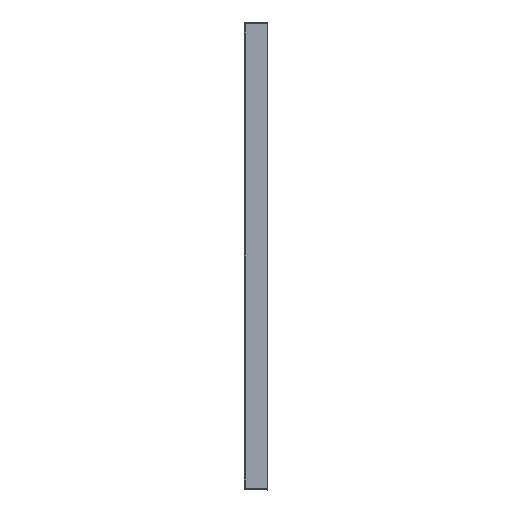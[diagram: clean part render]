
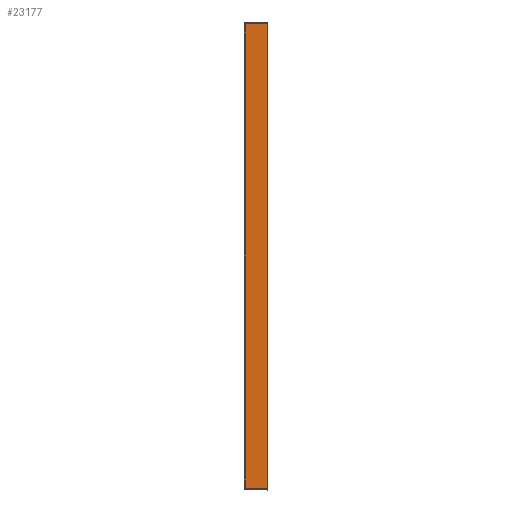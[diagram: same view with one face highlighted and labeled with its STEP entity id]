
A CAD part, left-side view. The second image highlights one B-rep face of the part: STEP entity #23177.
In plain terms, the highlighted planar face has unit normal (-0.999, 0.035, 0).
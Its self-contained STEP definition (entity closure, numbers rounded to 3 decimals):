
#382=CARTESIAN_POINT('',(-600.,-40.,435.501));
#1533=CARTESIAN_POINT('',(-598.671,-1.932,
434.172));
#1534=CARTESIAN_POINT('',(-598.671,-1.938,
422.374));
#1535=CARTESIAN_POINT('',(-598.671,-1.95,
398.741));
#1536=CARTESIAN_POINT('',(-598.672,-1.968,
363.184));
#1537=CARTESIAN_POINT('',(-598.672,-1.98,
339.407));
#1538=CARTESIAN_POINT('',(-598.673,-1.986,
327.5));
#1540=CARTESIAN_POINT('',(-598.673,-1.986,
327.5));
#1580=DIRECTION('',(0.,0.,-1.));
#1581=VECTOR('',#1580,796.002);
#1582=CARTESIAN_POINT('',(-600.,-40.,
435.501));
#1583=LINE('',#1582,#1581);
#1584=DIRECTION('',(0.035,0.999,0.035));
#1585=VECTOR('',#1584,38.115);
#1586=CARTESIAN_POINT('',(-600.,-40.,
-360.501));
#1587=LINE('',#1586,#1585);
#1588=CARTESIAN_POINT('',(-598.671,-1.932,
-359.172));
#1589=CARTESIAN_POINT('',(-598.671,-1.935,
-354.633));
#1590=CARTESIAN_POINT('',(-598.671,-1.942,
-345.742));
#1591=CARTESIAN_POINT('',(-598.671,-1.951,
-332.936));
#1592=CARTESIAN_POINT('',(-598.672,-1.96,
-320.736));
#1593=CARTESIAN_POINT('',(-598.672,-1.968,
-308.438));
#1594=CARTESIAN_POINT('',(-598.672,-1.974,
-297.774));
#1595=CARTESIAN_POINT('',(-598.672,-1.979,
-286.414));
#1596=CARTESIAN_POINT('',(-598.672,-1.983,
-275.44));
#1597=CARTESIAN_POINT('',(-598.673,-1.986,
-264.402));
#1598=CARTESIAN_POINT('',(-598.673,-1.986,
-256.527));
#1599=CARTESIAN_POINT('',(-598.673,-1.986,
-252.5));
#1601=CARTESIAN_POINT('',(-598.673,-1.986,
-252.5));
#1602=CARTESIAN_POINT('',(-598.673,-1.986,
-221.007));
#1603=CARTESIAN_POINT('',(-598.672,-1.97,
-158.131));
#1604=CARTESIAN_POINT('',(-598.671,-1.933,
-61.464));
#1605=CARTESIAN_POINT('',(-598.67,-1.924,
3.709));
#1606=CARTESIAN_POINT('',(-598.671,-1.93,
37.5));
#1608=DIRECTION('',(0.,0.,1.));
#1609=VECTOR('',#1608,290.);
#1610=CARTESIAN_POINT('',(-598.671,-1.93,
37.5));
#1611=LINE('',#1610,#1609);
#1612=DIRECTION('',(-0.035,-0.999,0.035));
#1613=VECTOR('',#1612,38.115);
#1614=CARTESIAN_POINT('',(-598.671,-1.932,
434.172));
#1615=LINE('',#1614,#1613);
#19156=CARTESIAN_POINT('',(-598.671,-1.932,
434.172));
#19157=VERTEX_POINT('',#19156);
#19158=VERTEX_POINT('',#382);
#20515=CARTESIAN_POINT('',(-598.671,-1.93,
37.5));
#20516=VERTEX_POINT('',#20515);
#20517=VERTEX_POINT('',#1540);
#20518=CARTESIAN_POINT('',(-600.,-40.,
-360.501));
#20519=VERTEX_POINT('',#20518);
#20520=CARTESIAN_POINT('',(-598.671,-1.932,
-359.172));
#20521=VERTEX_POINT('',#20520);
#20522=VERTEX_POINT('',#1599);
#23160=CARTESIAN_POINT('',(-599.335,-20.964,37.5));
#23161=DIRECTION('',(0.999,-0.035,0.));
#23162=DIRECTION('',(0.035,0.999,0.));
#23163=AXIS2_PLACEMENT_3D('',#23160,#23161,#23162);
#23164=PLANE('',#23163);
#23165=ORIENTED_EDGE('',*,*,#21420,.T.);
#23167=ORIENTED_EDGE('',*,*,#23166,.T.);
#23169=ORIENTED_EDGE('',*,*,#23168,.T.);
#23171=ORIENTED_EDGE('',*,*,#23170,.T.);
#23172=ORIENTED_EDGE('',*,*,#23095,.T.);
#23173=ORIENTED_EDGE('',*,*,#23130,.F.);
#23174=ORIENTED_EDGE('',*,*,#21379,.T.);
#23175=EDGE_LOOP('',(#23165,#23167,#23169,#23171,#23172,#23173,#23174));
#23176=FACE_OUTER_BOUND('',#23175,.F.);
#23177=ADVANCED_FACE('',(#23176),#23164,.F.);
#1539=B_SPLINE_CURVE_WITH_KNOTS('',3,(#1533,#1534,#1535,#1536,#1537,#1538),
.UNSPECIFIED.,.F.,.F.,(4,1,1,4),(0.,0.333,0.667,1.),
.UNSPECIFIED.);
#1600=B_SPLINE_CURVE_WITH_KNOTS('',3,(#1588,#1589,#1590,#1591,#1592,#1593,#1594,
#1595,#1596,#1597,#1598,#1599),.UNSPECIFIED.,.F.,.F.,(4,1,1,1,1,1,1,1,1,4),
(0.,0.111,0.222,0.333,0.444,
0.556,0.667,0.778,0.889,1.),
.UNSPECIFIED.);
#1607=B_SPLINE_CURVE_WITH_KNOTS('',3,(#1601,#1602,#1603,#1604,#1605,#1606),
.UNSPECIFIED.,.F.,.F.,(4,1,1,4),(0.,0.326,0.65,1.),
.UNSPECIFIED.);
#21379=EDGE_CURVE('',#19157,#19158,#1615,.T.);
#21420=EDGE_CURVE('',#19158,#20519,#1583,.T.);
#23095=EDGE_CURVE('',#20516,#20517,#1611,.T.);
#23130=EDGE_CURVE('',#19157,#20517,#1539,.T.);
#23166=EDGE_CURVE('',#20519,#20521,#1587,.T.);
#23168=EDGE_CURVE('',#20521,#20522,#1600,.T.);
#23170=EDGE_CURVE('',#20522,#20516,#1607,.T.);
